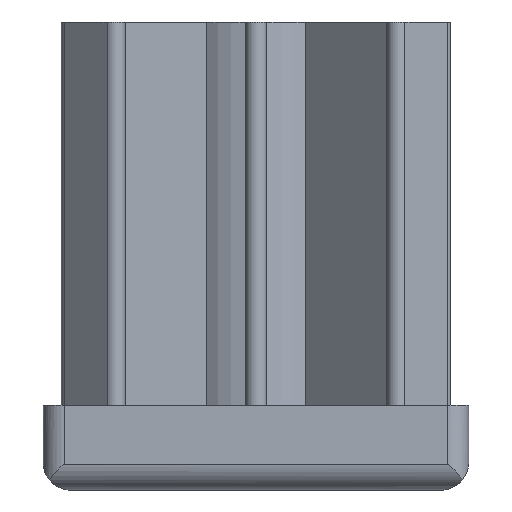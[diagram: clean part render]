
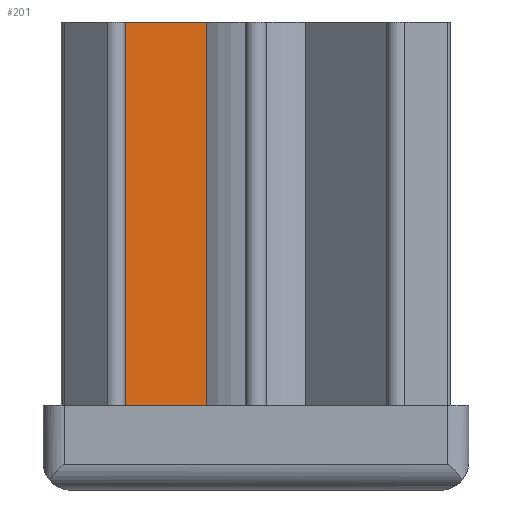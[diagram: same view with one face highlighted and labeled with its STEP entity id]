
A CAD part, front view. The second image highlights one B-rep face of the part: STEP entity #201.
In plain terms, the highlighted planar face has unit normal (0.707, -0.707, 0).
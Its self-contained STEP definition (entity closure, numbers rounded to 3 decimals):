
#201 = ADVANCED_FACE( '', ( #413 ), #414, .F. );
#413 = FACE_OUTER_BOUND( '', #628, .T. );
#414 = PLANE( '', #629 );
#628 = EDGE_LOOP( '', ( #1162, #1163, #1164, #1165 ) );
#629 = AXIS2_PLACEMENT_3D( '', #1166, #1167, #1168 );
#1162 = ORIENTED_EDGE( '', *, *, #1508, .T. );
#1163 = ORIENTED_EDGE( '', *, *, #1355, .T. );
#1164 = ORIENTED_EDGE( '', *, *, #1534, .F. );
#1165 = ORIENTED_EDGE( '', *, *, #1535, .F. );
#1166 = CARTESIAN_POINT( '', ( -10.409, -11.47, 33. ) );
#1167 = DIRECTION( '', ( -0.707, 0.707, 0. ) );
#1168 = DIRECTION( '', ( -0.707, -0.707, 0. ) );
#1355 = EDGE_CURVE( '', #1659, #1657, #1660, .T. );
#1508 = EDGE_CURVE( '', #1880, #1659, #1881, .T. );
#1534 = EDGE_CURVE( '', #1910, #1657, #1911, .T. );
#1535 = EDGE_CURVE( '', #1880, #1910, #1912, .T. );
#1657 = VERTEX_POINT( '', #2063 );
#1659 = VERTEX_POINT( '', #2065 );
#1660 = LINE( '', #2066, #2067 );
#1880 = VERTEX_POINT( '', #2493 );
#1881 = LINE( '', #2494, #2495 );
#1910 = VERTEX_POINT( '', #2532 );
#1911 = LINE( '', #2533, #2534 );
#1912 = LINE( '', #2535, #2536 );
#2063 = CARTESIAN_POINT( '', ( -3.501, -4.561, 6. ) );
#2065 = CARTESIAN_POINT( '', ( -10.409, -11.47, 6. ) );
#2066 = CARTESIAN_POINT( '', ( -10.409, -11.47, 6. ) );
#2067 = VECTOR( '', #2656, 1000. );
#2493 = CARTESIAN_POINT( '', ( -10.409, -11.47, 33. ) );
#2494 = CARTESIAN_POINT( '', ( -10.409, -11.47, 33. ) );
#2495 = VECTOR( '', #2792, 1000. );
#2532 = CARTESIAN_POINT( '', ( -3.501, -4.561, 33. ) );
#2533 = CARTESIAN_POINT( '', ( -3.501, -4.561, 33. ) );
#2534 = VECTOR( '', #2816, 1000. );
#2535 = CARTESIAN_POINT( '', ( -10.409, -11.47, 33. ) );
#2536 = VECTOR( '', #2817, 1000. );
#2656 = DIRECTION( '', ( 0.707, 0.707, 0. ) );
#2792 = DIRECTION( '', ( 0., 0., -1. ) );
#2816 = DIRECTION( '', ( 0., 0., -1. ) );
#2817 = DIRECTION( '', ( 0.707, 0.707, 0. ) );
